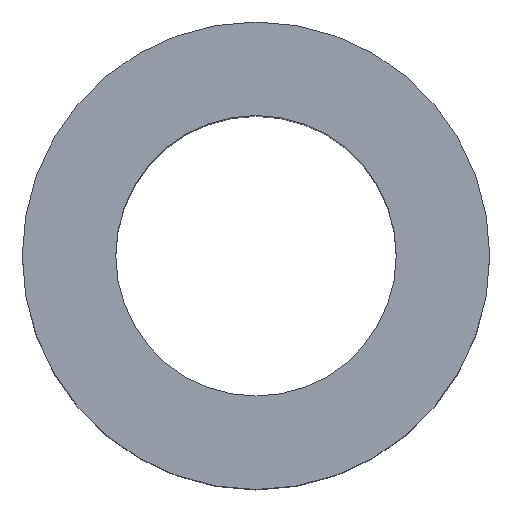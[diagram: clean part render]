
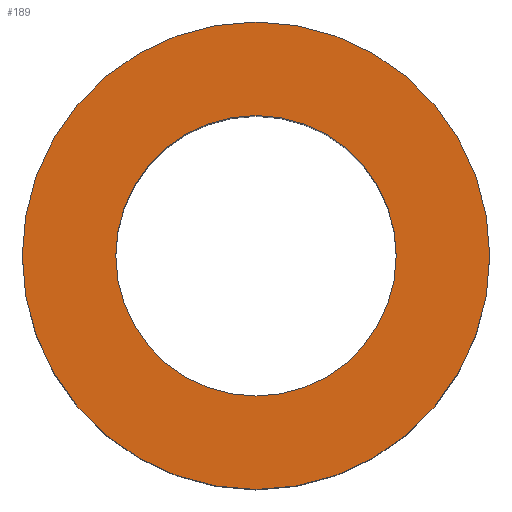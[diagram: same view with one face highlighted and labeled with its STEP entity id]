
A CAD part, top view. The second image highlights one B-rep face of the part: STEP entity #189.
In plain terms, the highlighted planar face has unit normal (0, 0, 1).
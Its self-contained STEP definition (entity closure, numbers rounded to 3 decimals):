
#1 = CARTESIAN_POINT ( 'NONE',  ( 0., 0., 15. ) ) ;
#7 = CARTESIAN_POINT ( 'NONE',  ( 0., 0., 15. ) ) ;
#16 = AXIS2_PLACEMENT_3D ( 'NONE', #314, #139, #280 ) ;
#36 = DIRECTION ( 'NONE',  ( 0., 0., 1. ) ) ;
#38 = AXIS2_PLACEMENT_3D ( 'NONE', #319, #36, #100 ) ;
#48 = EDGE_CURVE ( 'NONE', #113, #201, #158, .T. ) ;
#52 = EDGE_CURVE ( 'NONE', #101, #285, #165, .T. ) ;
#59 = CARTESIAN_POINT ( 'NONE',  ( -7.5, 0., 15. ) ) ;
#63 = DIRECTION ( 'NONE',  ( 1., 0., 0. ) ) ;
#72 = FACE_BOUND ( 'NONE', #264, .T. ) ;
#85 = EDGE_CURVE ( 'NONE', #201, #113, #141, .T. ) ;
#89 = DIRECTION ( 'NONE',  ( 1., 0., 0. ) ) ;
#100 = DIRECTION ( 'NONE',  ( 1., 0., 0. ) ) ;
#101 = VERTEX_POINT ( 'NONE', #59 ) ;
#113 = VERTEX_POINT ( 'NONE', #252 ) ;
#123 = PLANE ( 'NONE',  #38 ) ;
#125 = ORIENTED_EDGE ( 'NONE', *, *, #52, .F. ) ;
#139 = DIRECTION ( 'NONE',  ( 0., 0., 1. ) ) ;
#141 = CIRCLE ( 'NONE', #326, 12.5 ) ;
#144 = ORIENTED_EDGE ( 'NONE', *, *, #329, .F. ) ;
#157 = DIRECTION ( 'NONE',  ( 0., 0., 1. ) ) ;
#158 = CIRCLE ( 'NONE', #265, 12.5 ) ;
#161 = CARTESIAN_POINT ( 'NONE',  ( 0., 0., 15. ) ) ;
#165 = CIRCLE ( 'NONE', #193, 7.5 ) ;
#173 = FACE_OUTER_BOUND ( 'NONE', #219, .T. ) ;
#189 = ADVANCED_FACE ( 'NONE', ( #72, #173 ), #123, .T. ) ;
#193 = AXIS2_PLACEMENT_3D ( 'NONE', #161, #245, #89 ) ;
#201 = VERTEX_POINT ( 'NONE', #226 ) ;
#219 = EDGE_LOOP ( 'NONE', ( #220, #306 ) ) ;
#220 = ORIENTED_EDGE ( 'NONE', *, *, #48, .T. ) ;
#226 = CARTESIAN_POINT ( 'NONE',  ( 12.5, 0., 15. ) ) ;
#245 = DIRECTION ( 'NONE',  ( 0., 0., 1. ) ) ;
#252 = CARTESIAN_POINT ( 'NONE',  ( -12.5, 0., 15. ) ) ;
#253 = CARTESIAN_POINT ( 'NONE',  ( 7.5, 0., 15. ) ) ;
#259 = DIRECTION ( 'NONE',  ( 1., 0., 0. ) ) ;
#264 = EDGE_LOOP ( 'NONE', ( #144, #125 ) ) ;
#265 = AXIS2_PLACEMENT_3D ( 'NONE', #1, #312, #63 ) ;
#273 = CIRCLE ( 'NONE', #16, 7.5 ) ;
#280 = DIRECTION ( 'NONE',  ( 1., 0., 0. ) ) ;
#285 = VERTEX_POINT ( 'NONE', #253 ) ;
#306 = ORIENTED_EDGE ( 'NONE', *, *, #85, .T. ) ;
#312 = DIRECTION ( 'NONE',  ( 0., 0., 1. ) ) ;
#314 = CARTESIAN_POINT ( 'NONE',  ( 0., 0., 15. ) ) ;
#319 = CARTESIAN_POINT ( 'NONE',  ( 0., 0., 15. ) ) ;
#326 = AXIS2_PLACEMENT_3D ( 'NONE', #7, #157, #259 ) ;
#329 = EDGE_CURVE ( 'NONE', #285, #101, #273, .T. ) ;
